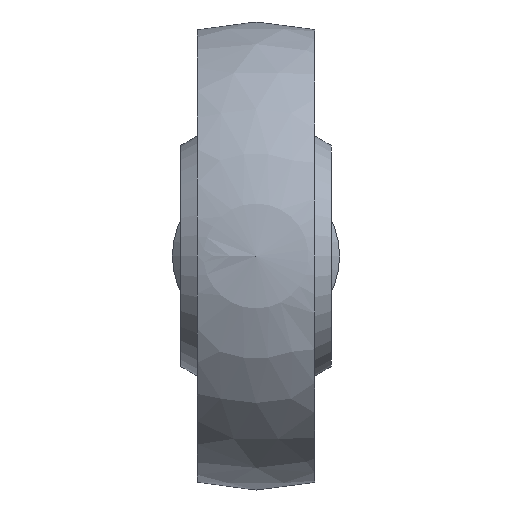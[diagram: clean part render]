
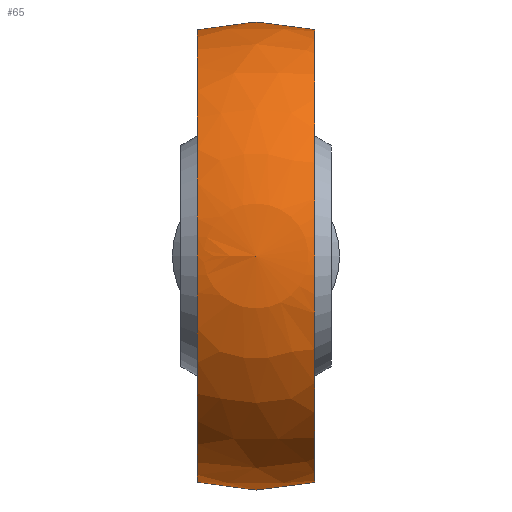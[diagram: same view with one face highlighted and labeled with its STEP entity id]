
A CAD part, left-side view. The second image highlights one B-rep face of the part: STEP entity #65.
In plain terms, the highlighted spherical face has radius 14 mm.
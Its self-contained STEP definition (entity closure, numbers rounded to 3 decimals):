
#65 = ADVANCED_FACE( '', ( #138, #139 ), #140, .T. );
#138 = FACE_BOUND( '', #216, .T. );
#139 = FACE_OUTER_BOUND( '', #217, .T. );
#140 = SPHERICAL_SURFACE( '', #218, 14. );
#216 = VERTEX_LOOP( '', #325 );
#217 = EDGE_LOOP( '', ( #326, #327, #328, #329 ) );
#218 = AXIS2_PLACEMENT_3D( '', #330, #331, #332 );
#325 = VERTEX_POINT( '', #416 );
#326 = ORIENTED_EDGE( '', *, *, #393, .F. );
#327 = ORIENTED_EDGE( '', *, *, #417, .T. );
#328 = ORIENTED_EDGE( '', *, *, #411, .F. );
#329 = ORIENTED_EDGE( '', *, *, #390, .T. );
#330 = CARTESIAN_POINT( '', ( 0., 0., 0. ) );
#331 = DIRECTION( '', ( 1., 0., 0. ) );
#332 = DIRECTION( '', ( 0., 1., 0. ) );
#390 = EDGE_CURVE( '', #441, #443, #445, .F. );
#393 = EDGE_CURVE( '', #447, #443, #450, .T. );
#411 = EDGE_CURVE( '', #441, #477, #478, .T. );
#416 = CARTESIAN_POINT( '', ( -14., 0., 0. ) );
#417 = EDGE_CURVE( '', #447, #477, #484, .F. );
#441 = VERTEX_POINT( '', #527 );
#443 = VERTEX_POINT( '', #538 );
#445 = CIRCLE( '', #547, 13.555 );
#447 = VERTEX_POINT( '', #549 );
#450 = CIRCLE( '', #561, 10.77 );
#477 = VERTEX_POINT( '', #604 );
#478 = CIRCLE( '', #605, 10.77 );
#484 = CIRCLE( '', #618, 13.555 );
#527 = CARTESIAN_POINT( '', ( 8.945, 3.5, 10.185 ) );
#538 = CARTESIAN_POINT( '', ( 8.945, 3.5, -10.185 ) );
#547 = AXIS2_PLACEMENT_3D( '', #639, #640, #641 );
#549 = CARTESIAN_POINT( '', ( 8.945, -3.5, -10.185 ) );
#561 = AXIS2_PLACEMENT_3D( '', #642, #643, #644 );
#604 = CARTESIAN_POINT( '', ( 8.945, -3.5, 10.185 ) );
#605 = AXIS2_PLACEMENT_3D( '', #672, #673, #674 );
#618 = AXIS2_PLACEMENT_3D( '', #678, #679, #680 );
#639 = CARTESIAN_POINT( '', ( 0., 3.5, 0. ) );
#640 = DIRECTION( '', ( 0., 1., 0. ) );
#641 = DIRECTION( '', ( 0., 0., 1. ) );
#642 = CARTESIAN_POINT( '', ( 8.945, 0., 0. ) );
#643 = DIRECTION( '', ( 1., 0., 0. ) );
#644 = DIRECTION( '', ( 0., 0., -1. ) );
#672 = CARTESIAN_POINT( '', ( 8.945, 0., 0. ) );
#673 = DIRECTION( '', ( 1., 0., 0. ) );
#674 = DIRECTION( '', ( 0., 0., -1. ) );
#678 = CARTESIAN_POINT( '', ( 0., -3.5, 0. ) );
#679 = DIRECTION( '', ( 0., -1., 0. ) );
#680 = DIRECTION( '', ( 0., 0., -1. ) );
